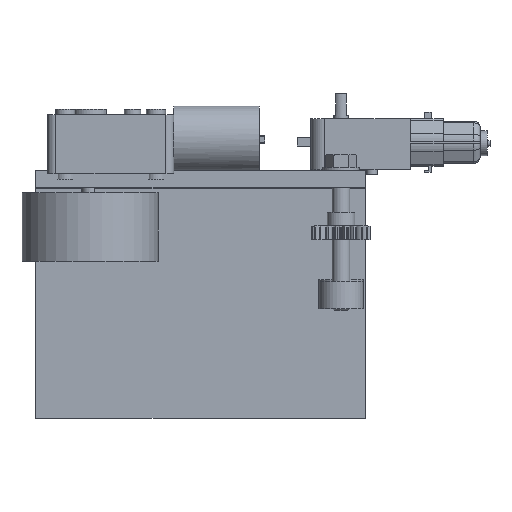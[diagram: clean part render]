
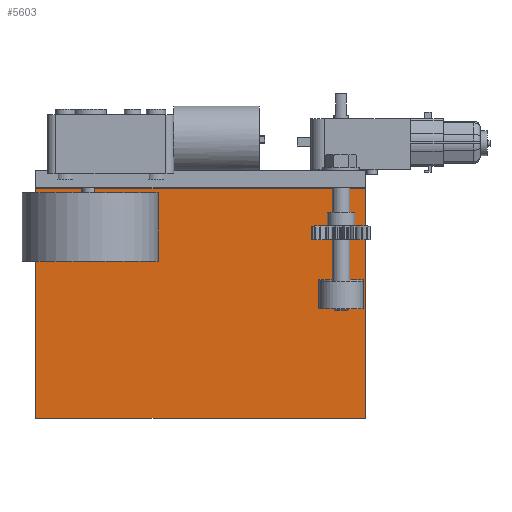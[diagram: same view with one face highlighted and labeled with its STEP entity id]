
A CAD part, top view. The second image highlights one B-rep face of the part: STEP entity #5603.
In plain terms, the highlighted planar face has unit normal (0, 0, 1).
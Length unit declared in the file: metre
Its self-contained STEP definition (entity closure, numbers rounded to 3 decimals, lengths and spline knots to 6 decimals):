
#865=ORIENTED_EDGE('',*,*,#2452,.F.);
#866=ORIENTED_EDGE('',*,*,#2453,.F.);
#867=ORIENTED_EDGE('',*,*,#2454,.T.);
#868=ORIENTED_EDGE('',*,*,#2455,.T.);
#2452=EDGE_CURVE('',#3251,#3252,#3801,.T.);
#2453=EDGE_CURVE('',#3253,#3251,#3802,.T.);
#2454=EDGE_CURVE('',#3253,#3254,#3803,.T.);
#2455=EDGE_CURVE('',#3254,#3252,#3804,.T.);
#3251=VERTEX_POINT('',#8892);
#3252=VERTEX_POINT('',#8893);
#3253=VERTEX_POINT('',#8895);
#3254=VERTEX_POINT('',#8897);
#3801=LINE('',#8891,#4163);
#3802=LINE('',#8894,#4164);
#3803=LINE('',#8896,#4165);
#3804=LINE('',#8898,#4166);
#4163=VECTOR('',#7127,1.);
#4164=VECTOR('',#7128,1.);
#4165=VECTOR('',#7129,1.);
#4166=VECTOR('',#7130,1.);
#4537=EDGE_LOOP('',(#865,#866,#867,#868));
#5005=FACE_BOUND('',#4537,.T.);
#5459=PLANE('',#6399);
#5603=ADVANCED_FACE('',(#5005),#5459,.T.);
#6399=AXIS2_PLACEMENT_3D('',#8890,#7125,#7126);
#7125=DIRECTION('',(0.,0.,1.));
#7126=DIRECTION('',(1.,0.,0.));
#7127=DIRECTION('',(1.,0.,0.));
#7128=DIRECTION('',(0.,1.,0.));
#7129=DIRECTION('',(1.,0.,0.));
#7130=DIRECTION('',(0.,1.,0.));
#8890=CARTESIAN_POINT('',(0.039307,0.007559,0.005));
#8891=CARTESIAN_POINT('',(0.039307,0.076372,0.005));
#8892=CARTESIAN_POINT('',(0.014307,0.076372,0.005));
#8893=CARTESIAN_POINT('',(0.134307,0.076372,0.005));
#8894=CARTESIAN_POINT('',(0.014307,0.007559,0.005));
#8895=CARTESIAN_POINT('',(0.014307,-0.007441,0.005));
#8896=CARTESIAN_POINT('',(0.039307,-0.007441,0.005));
#8897=CARTESIAN_POINT('',(0.134307,-0.007441,0.005));
#8898=CARTESIAN_POINT('',(0.134307,0.007559,0.005));
